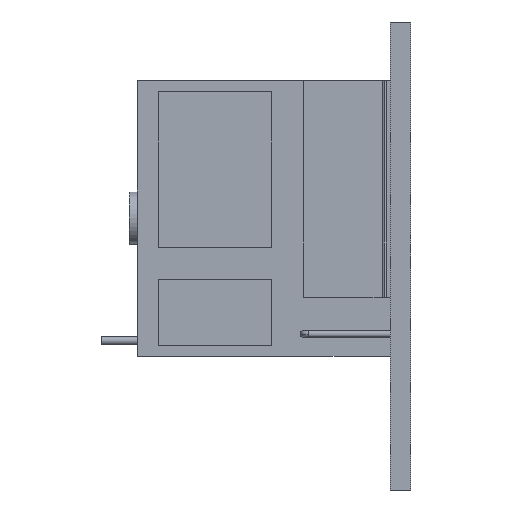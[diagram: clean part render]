
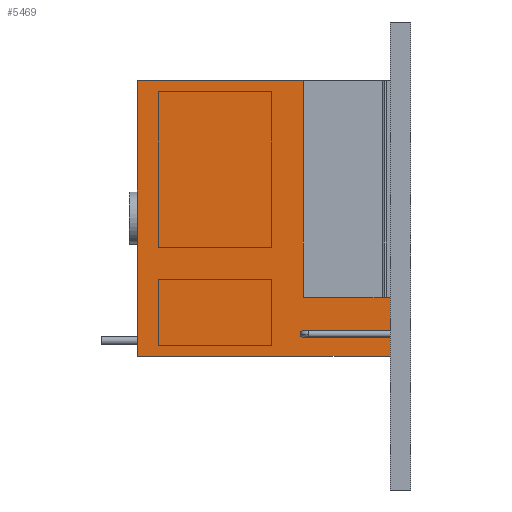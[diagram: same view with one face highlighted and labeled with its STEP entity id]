
A CAD part, left-side view. The second image highlights one B-rep face of the part: STEP entity #5469.
In plain terms, the highlighted planar face has unit normal (-1, 0, 0).
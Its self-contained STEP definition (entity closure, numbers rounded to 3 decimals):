
#73 = PLANE ( 'NONE',  #8851 ) ;
#125 = DIRECTION ( 'NONE',  ( 0., 0., 1. ) ) ;
#728 = LINE ( 'NONE', #5687, #2091 ) ;
#841 = CARTESIAN_POINT ( 'NONE',  ( 1380., 2430., 3935. ) ) ;
#850 = EDGE_CURVE ( 'NONE', #5164, #3016, #4393, .T. ) ;
#948 = VECTOR ( 'NONE', #6601, 1000. ) ;
#1652 = CARTESIAN_POINT ( 'NONE',  ( 1380., 2430., 1285. ) ) ;
#1772 = VERTEX_POINT ( 'NONE', #7600 ) ;
#2091 = VECTOR ( 'NONE', #4981, 1000. ) ;
#2285 = EDGE_CURVE ( 'NONE', #1772, #5164, #4351, .T. ) ;
#2289 = VERTEX_POINT ( 'NONE', #7405 ) ;
#2429 = CARTESIAN_POINT ( 'NONE',  ( 1380., 2430., 3935. ) ) ;
#2674 = CARTESIAN_POINT ( 'NONE',  ( 1380., 0., 3935. ) ) ;
#2829 = ORIENTED_EDGE ( 'NONE', *, *, #2285, .F. ) ;
#2887 = EDGE_LOOP ( 'NONE', ( #3312, #9029, #2829, #5931 ) ) ;
#3016 = VERTEX_POINT ( 'NONE', #2674 ) ;
#3312 = ORIENTED_EDGE ( 'NONE', *, *, #7666, .T. ) ;
#3885 = VECTOR ( 'NONE', #125, 1000. ) ;
#4163 = EDGE_CURVE ( 'NONE', #1772, #2289, #728, .T. ) ;
#4351 = LINE ( 'NONE', #1652, #8295 ) ;
#4393 = LINE ( 'NONE', #841, #948 ) ;
#4981 = DIRECTION ( 'NONE',  ( 0., -1., 0. ) ) ;
#5164 = VERTEX_POINT ( 'NONE', #2429 ) ;
#5218 = DIRECTION ( 'NONE',  ( 0., 0., -1. ) ) ;
#5469 = ADVANCED_FACE ( 'NONE', ( #5922 ), #73, .F. ) ;
#5687 = CARTESIAN_POINT ( 'NONE',  ( 1380., 2430., 1285. ) ) ;
#5922 = FACE_OUTER_BOUND ( 'NONE', #2887, .T. ) ;
#5931 = ORIENTED_EDGE ( 'NONE', *, *, #4163, .T. ) ;
#6601 = DIRECTION ( 'NONE',  ( 0., -1., 0. ) ) ;
#6771 = CARTESIAN_POINT ( 'NONE',  ( 1380., 0., 1285. ) ) ;
#7286 = CARTESIAN_POINT ( 'NONE',  ( 1380., 2430., 1285. ) ) ;
#7381 = DIRECTION ( 'NONE',  ( 1., 0., 0. ) ) ;
#7405 = CARTESIAN_POINT ( 'NONE',  ( 1380., 0., 1285. ) ) ;
#7600 = CARTESIAN_POINT ( 'NONE',  ( 1380., 2430., 1285. ) ) ;
#7666 = EDGE_CURVE ( 'NONE', #2289, #3016, #8841, .T. ) ;
#8295 = VECTOR ( 'NONE', #8772, 1000. ) ;
#8772 = DIRECTION ( 'NONE',  ( 0., 0., 1. ) ) ;
#8841 = LINE ( 'NONE', #6771, #3885 ) ;
#8851 = AXIS2_PLACEMENT_3D ( 'NONE', #7286, #7381, #5218 ) ;
#9029 = ORIENTED_EDGE ( 'NONE', *, *, #850, .F. ) ;
